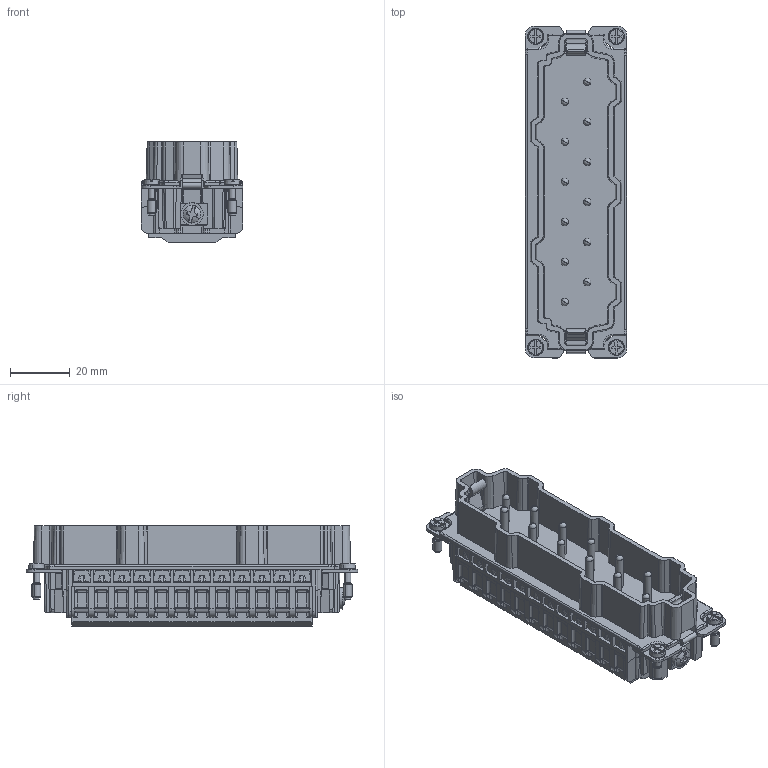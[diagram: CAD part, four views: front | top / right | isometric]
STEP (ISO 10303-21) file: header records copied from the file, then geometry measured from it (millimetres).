
FILE_DESCRIPTION(('CATIA V5 STEP Exchange','CAx-IF Rec.Pracs.--- Model Styling and Organization---1.4--- 2014-01-23'),'2;1');
FILE_NAME ('13466315_4_1967210000_1967210000.stp','2019-10-25T09:38:38+00:00',('none'),('Weidmueller'),'CATIA Version 5-6 Release 2016 SP3 HF44','CATIA V5 STEP AP214','none');
FILE_SCHEMA(('AUTOMOTIVE_DESIGN { 1 0 10303 214 1 1 1 1 }'));
Products named in the file (1): 1967210000
Bounding box: 34 x 111 x 33.5 mm (x, y, z)
Volume: 60298.9 mm3; surface area: 29632.2 mm2
Topology: 1 solids, 49 shells, 3209 faces, 10007 edges, 6790 vertices
Faces by surface type: plane 1814, cylinder 746, sphere 206, cone 159, torus 144, extrusion 84, bspline 56
Entity records: 114905 total; most frequent: CARTESIAN_POINT 35106, ORIENTED_EDGE 19610, DIRECTION 11761, EDGE_CURVE 9805, VERTEX_POINT 6790, VECTOR 6413, LINE 6329, AXIS2_PLACEMENT_3D 3580
